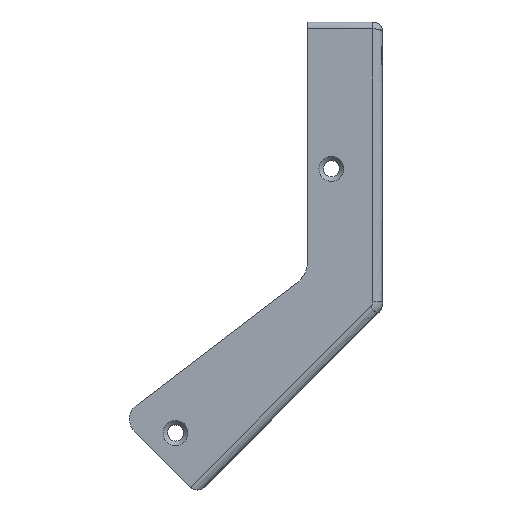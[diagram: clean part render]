
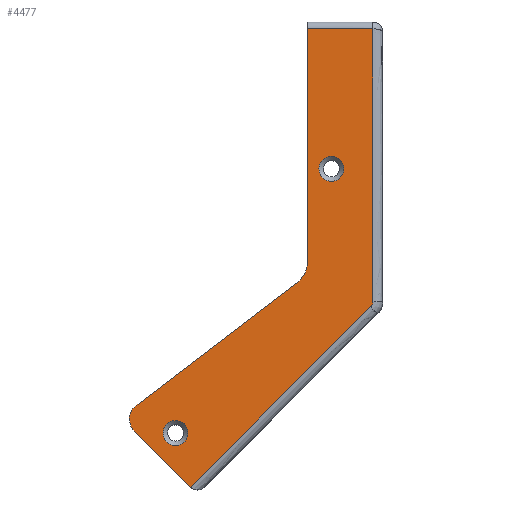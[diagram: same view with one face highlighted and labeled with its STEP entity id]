
A CAD part, left-side view. The second image highlights one B-rep face of the part: STEP entity #4477.
In plain terms, the highlighted free-form (B-spline) face has degree [1, 1] with [2, 2] control points.
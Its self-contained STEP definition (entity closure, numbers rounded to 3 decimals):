
#2784 = EDGE_CURVE('',#2785,#2787,#2789,.T.);
#2785 = VERTEX_POINT('',#2786);
#2786 = CARTESIAN_POINT('',(-106.119,89.905,
    -96.171));
#2787 = VERTEX_POINT('',#2788);
#2788 = CARTESIAN_POINT('',(-106.119,88.562,
    -86.408));
#2789 = ( BOUNDED_CURVE() B_SPLINE_CURVE(2,(#2790,#2791,#2792),
.UNSPECIFIED.,.F.,.F.) B_SPLINE_CURVE_WITH_KNOTS((3,3),(0.,
1.844),.PIECEWISE_BEZIER_KNOTS.) CURVE() 
GEOMETRIC_REPRESENTATION_ITEM() RATIONAL_B_SPLINE_CURVE((1.,
0.604,1.)) REPRESENTATION_ITEM('') );
#2790 = CARTESIAN_POINT('',(-106.119,89.905,
    -96.171));
#2791 = CARTESIAN_POINT('',(-106.119,95.672,
    -90.404));
#2792 = CARTESIAN_POINT('',(-106.119,88.562,
    -86.408));
#2841 = VERTEX_POINT('',#2842);
#2842 = CARTESIAN_POINT('',(-106.119,27.209,
    -34.97));
#2849 = EDGE_CURVE('',#2841,#2850,#2852,.T.);
#2850 = VERTEX_POINT('',#2851);
#2851 = CARTESIAN_POINT('',(-106.119,27.209,
    49.451));
#2852 = B_SPLINE_CURVE_WITH_KNOTS('',1,(#2853,#2854),.UNSPECIFIED.,.F.,
  .F.,(2,2),(13.71,81.97),.PIECEWISE_BEZIER_KNOTS.);
#2853 = CARTESIAN_POINT('',(-106.119,27.209,
    -34.97));
#2854 = CARTESIAN_POINT('',(-106.119,27.209,
    49.451));
#3219 = VERTEX_POINT('',#3220);
#3220 = CARTESIAN_POINT('',(-106.119,69.611,
    -116.464));
#3227 = EDGE_CURVE('',#3219,#2785,#3228,.T.);
#3228 = B_SPLINE_CURVE_WITH_KNOTS('',1,(#3229,#3230),.UNSPECIFIED.,.F.,
  .F.,(2,2),(2.9,26.105),.PIECEWISE_BEZIER_KNOTS.);
#3229 = CARTESIAN_POINT('',(-106.119,69.611,
    -116.464));
#3230 = CARTESIAN_POINT('',(-106.119,89.905,
    -96.171));
#3339 = VERTEX_POINT('',#3340);
#3340 = CARTESIAN_POINT('',(-106.119,4.347,
    -51.2));
#3346 = EDGE_CURVE('',#3339,#3219,#3347,.T.);
#3347 = B_SPLINE_CURVE_WITH_KNOTS('',1,(#3348,#3349),.UNSPECIFIED.,.F.,
  .F.,(2,2),(-36.279,38.35),.PIECEWISE_BEZIER_KNOTS.);
#3348 = CARTESIAN_POINT('',(-106.119,4.347,
    -51.2));
#3349 = CARTESIAN_POINT('',(-106.119,69.611,
    -116.464));
#3367 = EDGE_CURVE('',#3368,#3339,#3370,.T.);
#3368 = VERTEX_POINT('',#3369);
#3369 = CARTESIAN_POINT('',(-106.119,3.587,
    -49.364));
#3370 = ( BOUNDED_CURVE() B_SPLINE_CURVE(2,(#3371,#3372,#3373),
.UNSPECIFIED.,.F.,.F.) B_SPLINE_CURVE_WITH_KNOTS((3,3),(5.89,
6.676),.PIECEWISE_BEZIER_KNOTS.) CURVE() 
GEOMETRIC_REPRESENTATION_ITEM() RATIONAL_B_SPLINE_CURVE((1.,
0.924,1.)) REPRESENTATION_ITEM('') );
#3371 = CARTESIAN_POINT('',(-106.119,3.587,
    -49.364));
#3372 = CARTESIAN_POINT('',(-106.119,3.587,
    -50.439));
#3373 = CARTESIAN_POINT('',(-106.119,4.347,
    -51.2));
#3404 = VERTEX_POINT('',#3405);
#3405 = CARTESIAN_POINT('',(-106.119,3.587,
    49.451));
#3418 = EDGE_CURVE('',#3404,#3368,#3419,.T.);
#3419 = B_SPLINE_CURVE_WITH_KNOTS('',1,(#3420,#3421),.UNSPECIFIED.,.F.,
  .F.,(2,2),(-60.978,18.921),.PIECEWISE_BEZIER_KNOTS.);
#3420 = CARTESIAN_POINT('',(-106.119,3.587,
    49.451));
#3421 = CARTESIAN_POINT('',(-106.119,3.587,
    -49.364));
#3736 = EDGE_CURVE('',#2850,#3404,#3737,.T.);
#3737 = B_SPLINE_CURVE_WITH_KNOTS('',1,(#3738,#3739),.UNSPECIFIED.,.F.,
  .F.,(2,2),(-22.,-2.9),.PIECEWISE_BEZIER_KNOTS.);
#3738 = CARTESIAN_POINT('',(-106.119,27.209,
    49.451));
#3739 = CARTESIAN_POINT('',(-106.119,3.587,
    49.451));
#3817 = VERTEX_POINT('',#3818);
#3818 = CARTESIAN_POINT('',(-106.119,30.855,
    -42.342));
#3825 = EDGE_CURVE('',#3817,#2787,#3826,.T.);
#3826 = B_SPLINE_CURVE_WITH_KNOTS('',1,(#3827,#3828),.UNSPECIFIED.,.F.,
  .F.,(2,2),(3.71,62.418),.PIECEWISE_BEZIER_KNOTS.);
#3827 = CARTESIAN_POINT('',(-106.119,30.855,
    -42.342));
#3828 = CARTESIAN_POINT('',(-106.119,88.562,
    -86.408));
#3839 = EDGE_CURVE('',#3817,#2841,#3840,.T.);
#3840 = ( BOUNDED_CURVE() B_SPLINE_CURVE(2,(#3841,#3842,#3843),
.UNSPECIFIED.,.F.,.F.) B_SPLINE_CURVE_WITH_KNOTS((3,3),(5.824,
6.743),.PIECEWISE_BEZIER_KNOTS.) CURVE() 
GEOMETRIC_REPRESENTATION_ITEM() RATIONAL_B_SPLINE_CURVE((1.,
0.896,1.)) REPRESENTATION_ITEM('') );
#3841 = CARTESIAN_POINT('',(-106.119,30.855,
    -42.342));
#3842 = CARTESIAN_POINT('',(-106.119,27.209,
    -39.557));
#3843 = CARTESIAN_POINT('',(-106.119,27.209,
    -34.97));
#4400 = VERTEX_POINT('',#4401);
#4401 = CARTESIAN_POINT('',(-106.119,18.551,
    3.259));
#4408 = EDGE_CURVE('',#4400,#4400,#4409,.T.);
#4409 = ( BOUNDED_CURVE() B_SPLINE_CURVE(2,(#4410,#4411,#4412,#4413,
#4414,#4415,#4416),.UNSPECIFIED.,.T.,.F.) B_SPLINE_CURVE_WITH_KNOTS((3,2
    ,2,3),(3.142,5.236,7.33,9.425),
.PIECEWISE_BEZIER_KNOTS.) CURVE() GEOMETRIC_REPRESENTATION_ITEM() 
RATIONAL_B_SPLINE_CURVE((1.,0.5,1.,0.5,1.,0.5,1.)) REPRESENTATION_ITEM(
  '') );
#4410 = CARTESIAN_POINT('',(-106.119,18.551,
    3.259));
#4411 = CARTESIAN_POINT('',(-106.119,26.37,
    3.259));
#4412 = CARTESIAN_POINT('',(-106.119,22.461,
    -3.512));
#4413 = CARTESIAN_POINT('',(-106.119,18.551,
    -10.284));
#4414 = CARTESIAN_POINT('',(-106.119,14.642,
    -3.512));
#4415 = CARTESIAN_POINT('',(-106.119,10.733,
    3.259));
#4416 = CARTESIAN_POINT('',(-106.119,18.551,
    3.259));
#4477 = ADVANCED_FACE('',(#4478,#4489,#4492),#4506,.T.);
#4478 = FACE_BOUND('',#4479,.T.);
#4479 = EDGE_LOOP('',(#4480,#4481,#4482,#4483,#4484,#4485,#4486,#4487,
    #4488));
#4480 = ORIENTED_EDGE('',*,*,#3736,.F.);
#4481 = ORIENTED_EDGE('',*,*,#2849,.F.);
#4482 = ORIENTED_EDGE('',*,*,#3839,.F.);
#4483 = ORIENTED_EDGE('',*,*,#3825,.T.);
#4484 = ORIENTED_EDGE('',*,*,#2784,.F.);
#4485 = ORIENTED_EDGE('',*,*,#3227,.F.);
#4486 = ORIENTED_EDGE('',*,*,#3346,.F.);
#4487 = ORIENTED_EDGE('',*,*,#3367,.F.);
#4488 = ORIENTED_EDGE('',*,*,#3418,.F.);
#4489 = FACE_BOUND('',#4490,.T.);
#4490 = EDGE_LOOP('',(#4491));
#4491 = ORIENTED_EDGE('',*,*,#4408,.F.);
#4492 = FACE_BOUND('',#4493,.T.);
#4493 = EDGE_LOOP('',(#4494));
#4494 = ORIENTED_EDGE('',*,*,#4495,.F.);
#4495 = EDGE_CURVE('',#4496,#4496,#4498,.T.);
#4496 = VERTEX_POINT('',#4497);
#4497 = CARTESIAN_POINT('',(-106.119,74.99,
    -92.359));
#4498 = ( BOUNDED_CURVE() B_SPLINE_CURVE(2,(#4499,#4500,#4501,#4502,
#4503,#4504,#4505),.UNSPECIFIED.,.T.,.F.) B_SPLINE_CURVE_WITH_KNOTS((3,2
    ,2,3),(3.142,5.236,7.33,9.425),
.PIECEWISE_BEZIER_KNOTS.) CURVE() GEOMETRIC_REPRESENTATION_ITEM() 
RATIONAL_B_SPLINE_CURVE((1.,0.5,1.,0.5,1.,0.5,1.)) REPRESENTATION_ITEM(
  '') );
#4499 = CARTESIAN_POINT('',(-106.119,74.99,
    -92.359));
#4500 = CARTESIAN_POINT('',(-106.119,82.809,
    -92.359));
#4501 = CARTESIAN_POINT('',(-106.119,78.9,
    -99.13));
#4502 = CARTESIAN_POINT('',(-106.119,74.99,
    -105.901));
#4503 = CARTESIAN_POINT('',(-106.119,71.081,
    -99.13));
#4504 = CARTESIAN_POINT('',(-106.119,67.171,
    -92.359));
#4505 = CARTESIAN_POINT('',(-106.119,74.99,
    -92.359));
#4506 = B_SPLINE_SURFACE_WITH_KNOTS('',1,1,(
    (#4507,#4508)
    ,(#4509,#4510
    )),.UNSPECIFIED.,.F.,.F.,.F.,(2,2),(2,2),(-52.184,81.97),(
    2.9,74.159),.PIECEWISE_BEZIER_KNOTS.);
#4507 = CARTESIAN_POINT('',(-106.119,3.587,
    -116.464));
#4508 = CARTESIAN_POINT('',(-106.119,91.716,
    -116.464));
#4509 = CARTESIAN_POINT('',(-106.119,3.587,
    49.451));
#4510 = CARTESIAN_POINT('',(-106.119,91.716,
    49.451));
